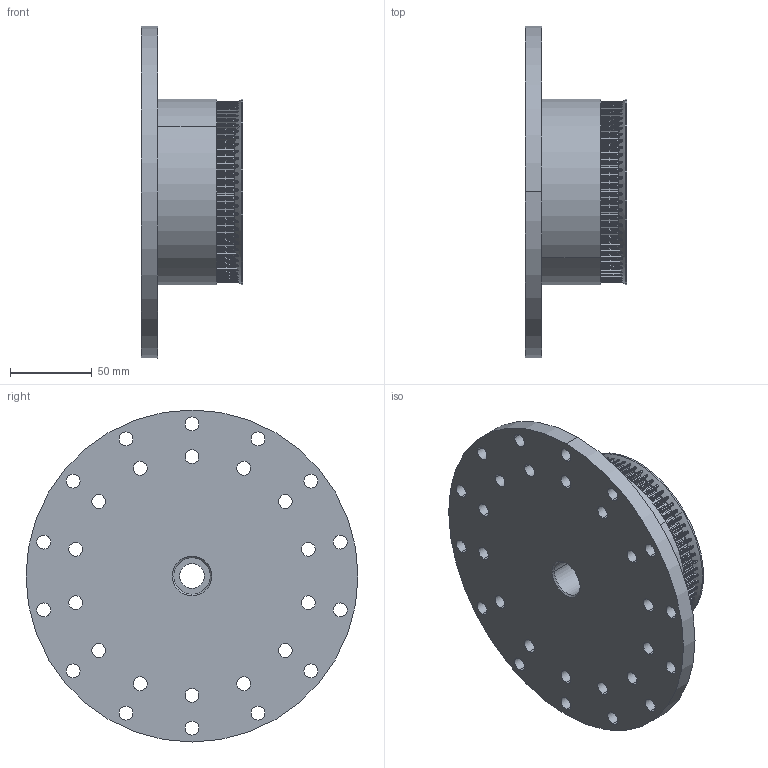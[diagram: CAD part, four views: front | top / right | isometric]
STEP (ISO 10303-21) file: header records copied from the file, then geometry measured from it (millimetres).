
FILE_DESCRIPTION (( 'STEP AP203' ), '1' );
FILE_NAME ('Reaction Wheel, Flydisk.STEP', '2024-06-14T22:36:30', ( '' ), ( '' ), 'SwSTEP 2.0', 'SolidWorks 2019', '' );
FILE_SCHEMA (( 'CONFIG_CONTROL_DESIGN' ));
Length unit declared in the file: metre
Products named in the file (1): Reaction Wheel, Flydisk
Bounding box: 62 x 203.2 x 203.2 mm (x, y, z)
Volume: 807289.5 mm3; surface area: 101984.3 mm2
Topology: 1 solids, 1 shells, 991 faces, 2949 edges, 1964 vertices
Faces by surface type: cylinder 699, plane 286, cone 6
Entity records: 35344 total; most frequent: CARTESIAN_POINT 8117, ORIENTED_EDGE 5898, DIRECTION 5777, EDGE_CURVE 2949, AXIS2_PLACEMENT_3D 2256, VERTEX_POINT 1964, VECTOR 1265, LINE 1265
